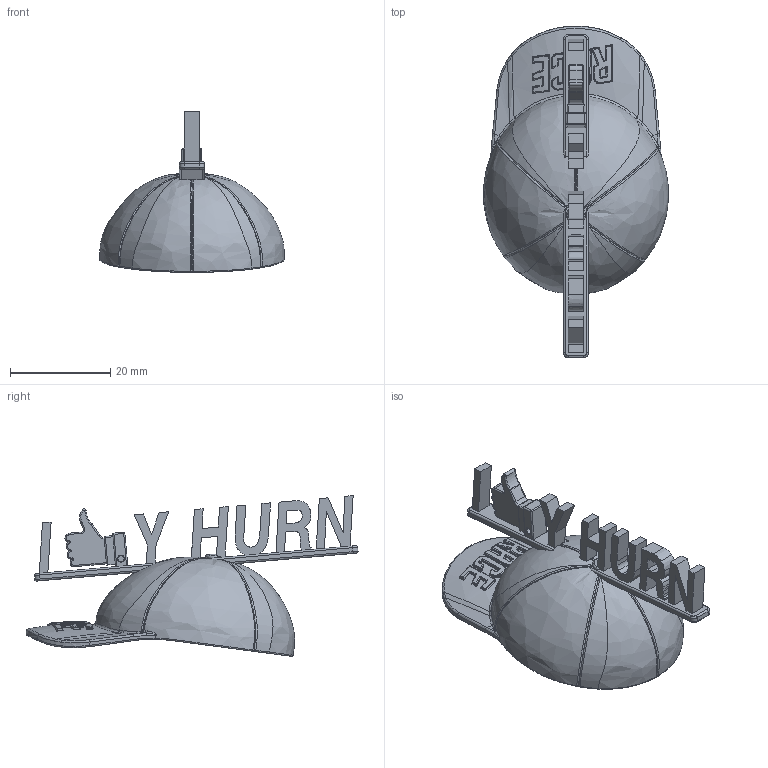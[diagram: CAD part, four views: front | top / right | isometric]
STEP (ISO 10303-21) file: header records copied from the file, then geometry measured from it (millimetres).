
FILE_DESCRIPTION((''),'2;1');
FILE_NAME('KAPPE_7A','2019-12-12T',('gjordan'),(''),'PRO/ENGINEER BY PARAMETRIC TECHNOLOGY CORPORATION, 2016240','PRO/ENGINEER BY PARAMETRIC TECHNOLOGY CORPORATION, 2016240','');
FILE_SCHEMA(('AUTOMOTIVE_DESIGN { 1 0 10303 214 1 1 1 1 }'));
Products named in the file (1): KAPPE_7A
Bounding box: 36.94 x 66.33 x 32.12 mm (x, y, z)
Volume: 7201.4 mm3; surface area: 9105.2 mm2
Topology: 1 solids, 2 shells, 749 faces, 1801 edges, 1054 vertices
Faces by surface type: bspline 391, plane 145, cylinder 114, torus 44, sphere 27, extrusion 26, cone 2
Entity records: 51907 total; most frequent: CARTESIAN_POINT 32210, ORIENTED_EDGE 3578, DIRECTION 1980, PRESENTATION_STYLE_ASSIGNMENT 1790, STYLED_ITEM 1790, CURVE_STYLE 1789, EDGE_CURVE 1789, VERTEX_POINT 1054
